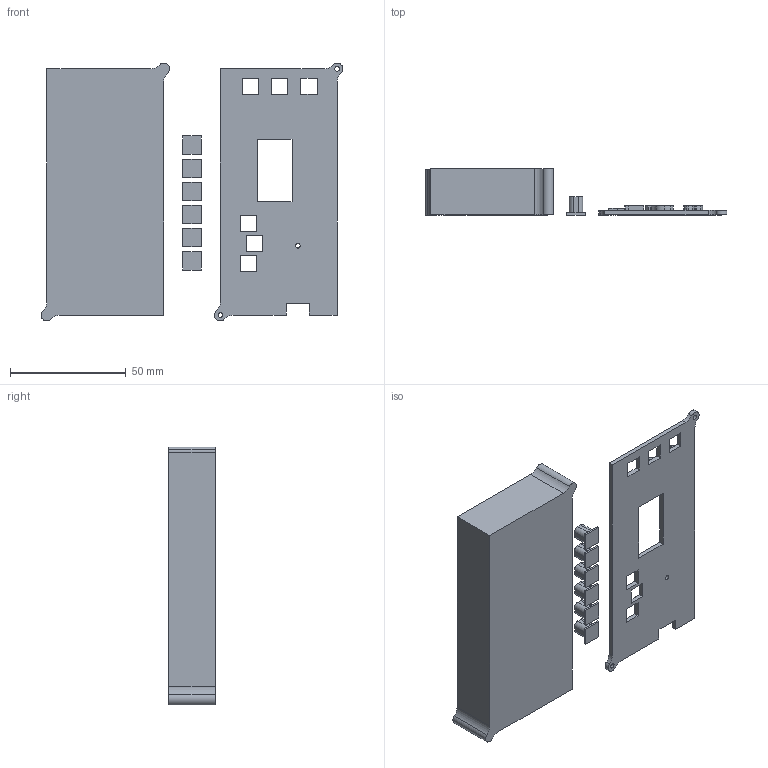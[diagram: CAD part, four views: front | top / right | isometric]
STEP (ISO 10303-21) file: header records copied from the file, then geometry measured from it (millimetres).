
FILE_DESCRIPTION(/* description */ (''),/* implementation_level */ '2;1');
FILE_NAME(/* name */ 'AE405 Remote Case v4.step',/* time_stamp */ '2021-04-11T00:27:37-04:00',/* author */ (''),/* organization */ (''),/* preprocessor_version */ 'ST-DEVELOPER v18.1',/* originating_system */ 'Autodesk Translation Framework v10.6.0.1341',/* authorisation */ '');
FILE_SCHEMA (('AUTOMOTIVE_DESIGN { 1 0 10303 214 3 1 1 }'));
Length unit declared in the file: millimetre
Products named in the file (1): AE405 Remote Case
Bounding box: 130.5 x 20 x 111.5 mm (x, y, z)
Volume: 51111.6 mm3; surface area: 34829.7 mm2
Topology: 8 solids, 8 shells, 342 faces, 912 edges, 608 vertices
Faces by surface type: plane 219, bspline 76, cylinder 47
Full cylindrical faces by diameter (mm): 2 x9
Entity records: 10740 total; most frequent: CARTESIAN_POINT 2567, ORIENTED_EDGE 1824, DIRECTION 1384, EDGE_CURVE 912, LINE 662, VECTOR 662, VERTEX_POINT 608, EDGE_LOOP 384
